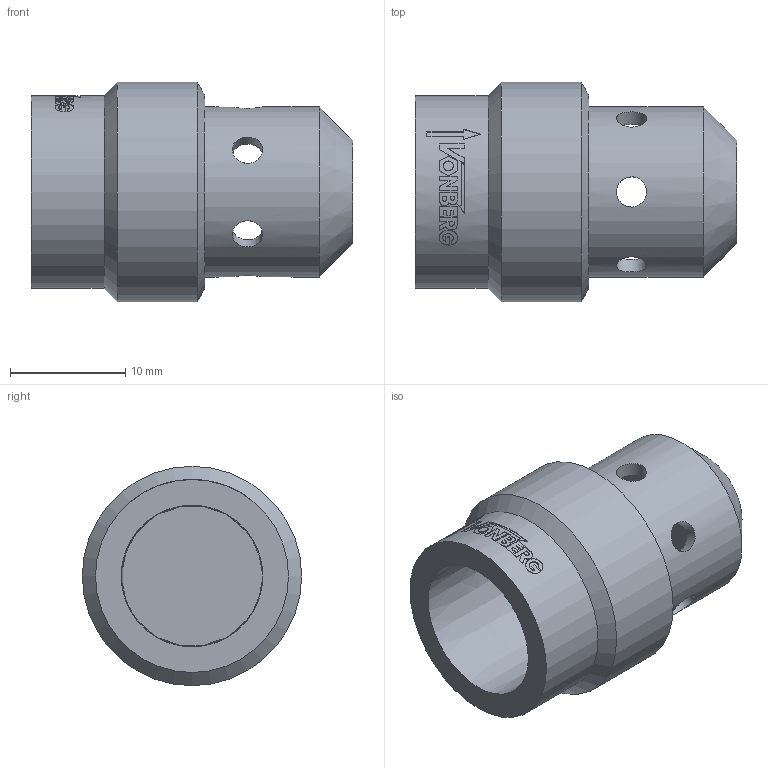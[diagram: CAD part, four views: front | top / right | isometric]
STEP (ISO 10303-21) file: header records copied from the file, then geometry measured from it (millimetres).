
FILE_DESCRIPTION((''),'2;1');
FILE_NAME('6508.stp','2015-02-05T10:49:02',('jml'),(''),'Autodesk Inventor 2010','Autodesk Inventor 2010','');
FILE_SCHEMA(('AUTOMOTIVE_DESIGN { 1 0 10303 214 1 1 1 1 }'));
Length unit declared in the file: inch
Products named in the file (1): 221114
Bounding box: 27.94 x 19.05 x 19.05 mm (x, y, z)
Volume: 2992.9 mm3; surface area: 2810.2 mm2
Topology: 1 solids, 1 shells, 141 faces, 370 edges, 247 vertices
Faces by surface type: plane 76, bspline 34, cylinder 22, cone 9
Full cylindrical faces by diameter (mm): 2.642 x6, 14.771 x1, 16.764 x1, 19.05 x1
Entity records: 9847 total; most frequent: CARTESIAN_POINT 6606, ORIENTED_EDGE 700, DIRECTION 505, EDGE_CURVE 350, VERTEX_POINT 241, EDGE_LOOP 183, AXIS2_PLACEMENT_3D 177, VECTOR 151
